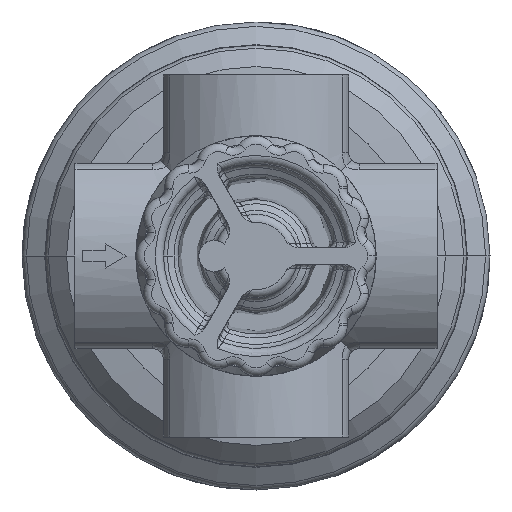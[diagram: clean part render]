
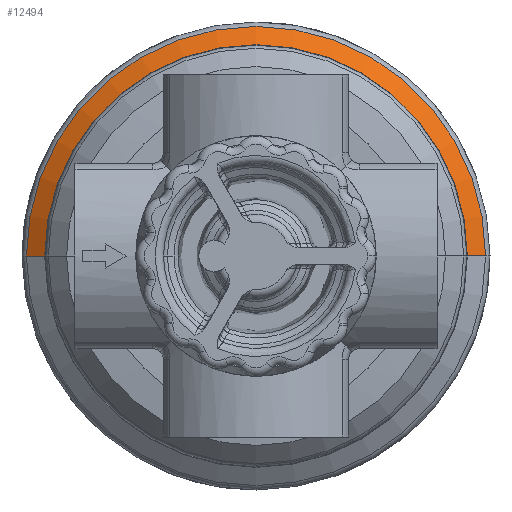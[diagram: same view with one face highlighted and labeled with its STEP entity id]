
A CAD part, front view. The second image highlights one B-rep face of the part: STEP entity #12494.
In plain terms, the highlighted conical face has half-angle 55 degrees and reference radius 34.341 mm.
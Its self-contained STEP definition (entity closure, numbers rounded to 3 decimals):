
#3 = CARTESIAN_POINT ( 'NONE',  ( 0., 58.928, 34.341 ) ) ;
#892 = CARTESIAN_POINT ( 'NONE',  ( 0., 58.453, 33.663 ) ) ;
#1165 = EDGE_CURVE ( 'NONE', #10561, #8386, #7364, .T. ) ;
#1279 = EDGE_CURVE ( 'NONE', #12732, #8815, #8771, .T. ) ;
#1640 = FACE_OUTER_BOUND ( 'NONE', #8166, .T. ) ;
#1909 = LINE ( 'NONE', #3, #10989 ) ;
#2227 = DIRECTION ( 'NONE',  ( 0., -1., 0. ) ) ;
#2379 = CARTESIAN_POINT ( 'NONE',  ( 0., 58.928, -34.341 ) ) ;
#2456 = ORIENTED_EDGE ( 'NONE', *, *, #1279, .F. ) ;
#3546 = CARTESIAN_POINT ( 'NONE',  ( 0., 58.453, 0. ) ) ;
#5674 = VECTOR ( 'NONE', #17257, 1000. ) ;
#5695 = CARTESIAN_POINT ( 'NONE',  ( 0., 58.928, 0. ) ) ;
#6444 = DIRECTION ( 'NONE',  ( 0., -1., 0. ) ) ;
#7364 = CIRCLE ( 'NONE', #9608, 33.663 ) ;
#8166 = EDGE_LOOP ( 'NONE', ( #2456, #16856, #9399, #16000 ) ) ;
#8386 = VERTEX_POINT ( 'NONE', #892 ) ;
#8396 = CARTESIAN_POINT ( 'NONE',  ( 0., 58.453, -33.663 ) ) ;
#8465 = CARTESIAN_POINT ( 'NONE',  ( 0., 56.58, -30.988 ) ) ;
#8771 = CIRCLE ( 'NONE', #10728, 30.988 ) ;
#8815 = VERTEX_POINT ( 'NONE', #14722 ) ;
#9399 = ORIENTED_EDGE ( 'NONE', *, *, #1165, .T. ) ;
#9608 = AXIS2_PLACEMENT_3D ( 'NONE', #3546, #6444, #15620 ) ;
#10238 = DIRECTION ( 'NONE',  ( 0., 0., -1. ) ) ;
#10561 = VERTEX_POINT ( 'NONE', #8396 ) ;
#10693 = DIRECTION ( 'NONE',  ( 0., 1., 0. ) ) ;
#10728 = AXIS2_PLACEMENT_3D ( 'NONE', #11548, #2227, #10238 ) ;
#10989 = VECTOR ( 'NONE', #15053, 1000. ) ;
#11495 = CONICAL_SURFACE ( 'NONE', #16195, 34.341, 0.96 ) ;
#11548 = CARTESIAN_POINT ( 'NONE',  ( 0., 56.58, 0. ) ) ;
#12109 = LINE ( 'NONE', #2379, #5674 ) ;
#12494 = ADVANCED_FACE ( 'NONE', ( #1640 ), #11495, .T. ) ;
#12732 = VERTEX_POINT ( 'NONE', #8465 ) ;
#13216 = EDGE_CURVE ( 'NONE', #8815, #8386, #1909, .T. ) ;
#14722 = CARTESIAN_POINT ( 'NONE',  ( 0., 56.58, 30.988 ) ) ;
#15040 = DIRECTION ( 'NONE',  ( 0., 0., 1. ) ) ;
#15053 = DIRECTION ( 'NONE',  ( 0., 0.574, 0.819 ) ) ;
#15504 = EDGE_CURVE ( 'NONE', #12732, #10561, #12109, .T. ) ;
#15620 = DIRECTION ( 'NONE',  ( 0., 0., -1. ) ) ;
#16000 = ORIENTED_EDGE ( 'NONE', *, *, #13216, .F. ) ;
#16195 = AXIS2_PLACEMENT_3D ( 'NONE', #5695, #10693, #15040 ) ;
#16856 = ORIENTED_EDGE ( 'NONE', *, *, #15504, .T. ) ;
#17257 = DIRECTION ( 'NONE',  ( 0., 0.574, -0.819 ) ) ;
